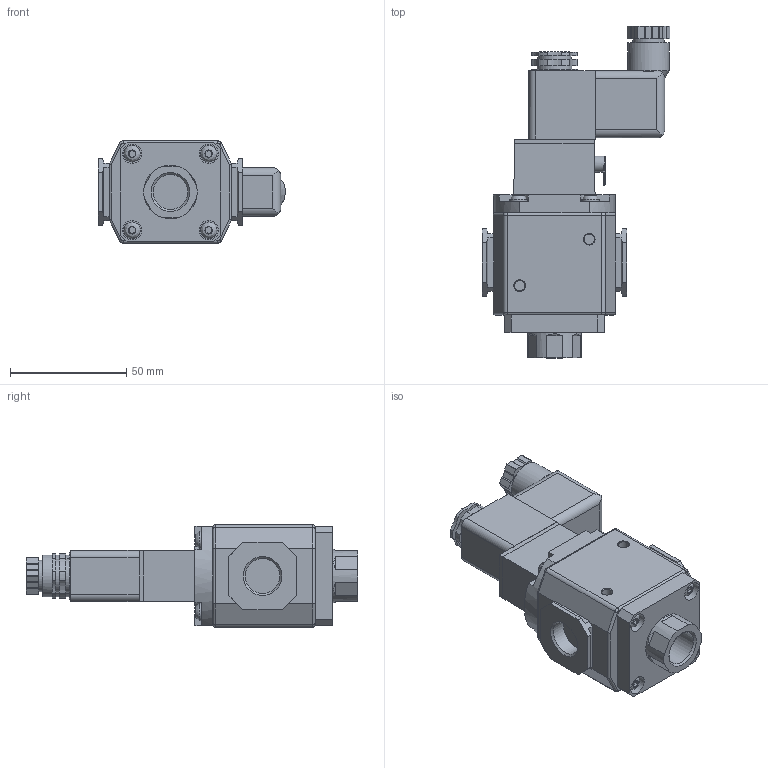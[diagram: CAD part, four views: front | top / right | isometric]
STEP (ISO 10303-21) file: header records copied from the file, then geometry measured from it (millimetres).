
FILE_DESCRIPTION( ( 'STEP AP203' ), '1' );
FILE_NAME( 'MVHR-302S-3H-10A-AC220.stp', '2020-07-07T07:46:40', ( 'License CC BY-ND 4.0' ), ( 'CADENAS' ), ' ', 'PARTsolutions', ' ' );
FILE_SCHEMA( ( 'CONFIG_CONTROL_DESIGN' ) );
Length unit declared in the file: millimetre
Products named in the file (1): _MVHR-302S-3H-10A-AC220
Bounding box: 80.8 x 143 x 44 mm (x, y, z)
Volume: 191370.8 mm3; surface area: 30727.7 mm2
Topology: 1 solids, 1 shells, 389 faces, 956 edges, 615 vertices
Faces by surface type: plane 250, cylinder 100, cone 19, torus 12, sphere 4, bspline 4
Full cylindrical faces by diameter (mm): 2.5 x1, 4.459 x4, 5.5 x1, 6.9 x1, 7 x1, 7.2 x4, 7.6 x4, 8.3 x4, 10 x1, 13.5 x1, 14.4 x1, 14.95 x3, 15 x1, 18 x1, 20 x1, 23 x1
Entity records: 11332 total; most frequent: CARTESIAN_POINT 2136, DIRECTION 1916, ORIENTED_EDGE 1802, EDGE_CURVE 901, AXIS2_PLACEMENT_3D 645, LINE 626, VECTOR 626, VERTEX_POINT 611
